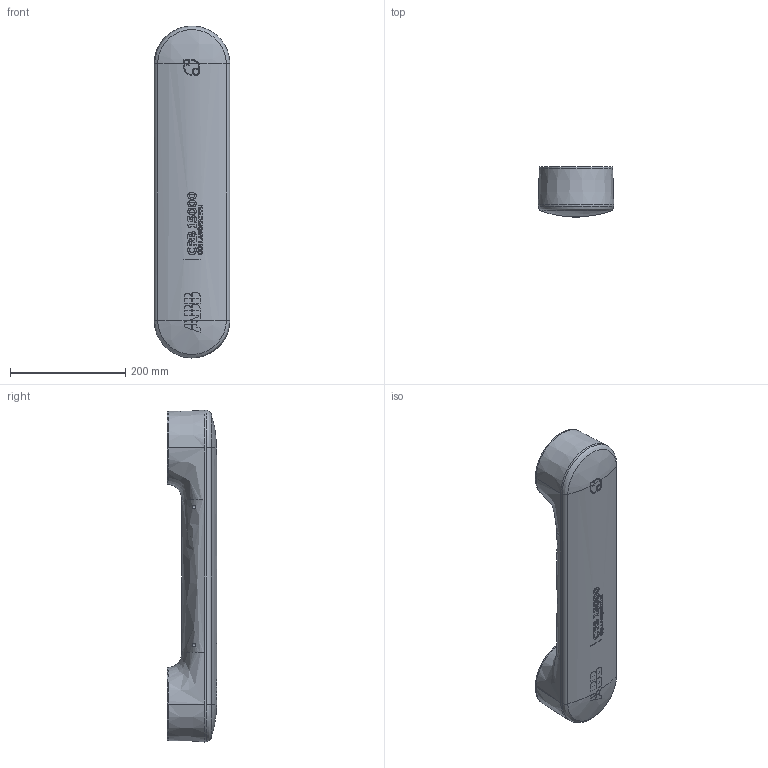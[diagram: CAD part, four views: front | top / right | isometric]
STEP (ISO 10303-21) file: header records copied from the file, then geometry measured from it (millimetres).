
FILE_DESCRIPTION (( 'STEP AP214' ), '1' );
FILE_NAME ('CRB15000_5kg-950_OmniCore_rev00_LINK2_CAD.step', '2021-01-29T06:10:28', ( '' ), ( '' ), 'SwSTEP 2.0', 'SolidWorks 2018', '' );
FILE_SCHEMA (( 'AUTOMOTIVE_DESIGN' ));
Length unit declared in the file: millimetre
Products named in the file (1): CRB15000_5kg-950_OmniCore_rev00_LINK2_CAD
Bounding box: 131.54 x 86.1 x 575.52 mm (x, y, z)
Volume: 4289045 mm3; surface area: 209190.5 mm2
Topology: 1 solids, 1 shells, 406 faces, 1032 edges, 682 vertices
Faces by surface type: plane 205, bspline 120, cylinder 73, cone 8
Entity records: 34285 total; most frequent: CARTESIAN_POINT 21024, ORIENTED_EDGE 2064, DIRECTION 1352, EDGE_CURVE 1032, VERTEX_POINT 682, VECTOR 510, LINE 510, EDGE_LOOP 460
